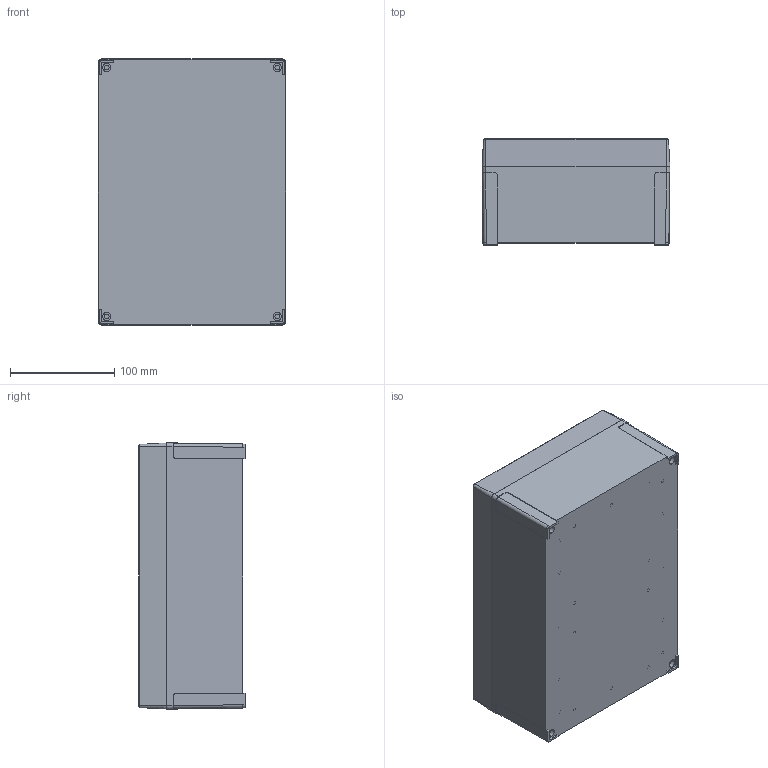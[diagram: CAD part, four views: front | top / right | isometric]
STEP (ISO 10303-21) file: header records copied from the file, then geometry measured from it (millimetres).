
FILE_DESCRIPTION (( 'STEP AP214' ), '1' );
FILE_NAME ('6013326_FIBOX_MNX_PC_200_100_XHG.STEP', '2023-02-16T13:04:14', ( '' ), ( '' ), 'SwSTEP 2.0', 'SolidWorks 2021', '' );
FILE_SCHEMA (( 'AUTOMOTIVE_DESIGN' ));
Length unit declared in the file: millimetre
Products named in the file (4): 6013326_FIBOX_MNX_PC_200_100_XHG; FIBOX_MNXSS14551H; FIBOX_MNX20025C; FIBOX_MNX200XHB
Assembly tree (6 placements, depth 2):
  6013326_FIBOX_MNX_PC_200_100_XHG
    FIBOX_MNX200XHB
    FIBOX_MNX20025C
    FIBOX_MNXSS14551H  x4
Bounding box: 180.1 x 101.6 x 255.1 mm (x, y, z)
Volume: 596766.7 mm3; surface area: 365909 mm2
Topology: 6 solids, 6 shells, 638 faces, 1553 edges, 1026 vertices
Faces by surface type: plane 362, cylinder 228, cone 44, bspline 4
Entity records: 16787 total; most frequent: CARTESIAN_POINT 3226, DIRECTION 2875, ORIENTED_EDGE 2698, EDGE_CURVE 1349, AXIS2_PLACEMENT_3D 1039, VERTEX_POINT 894, LINE 797, VECTOR 797
